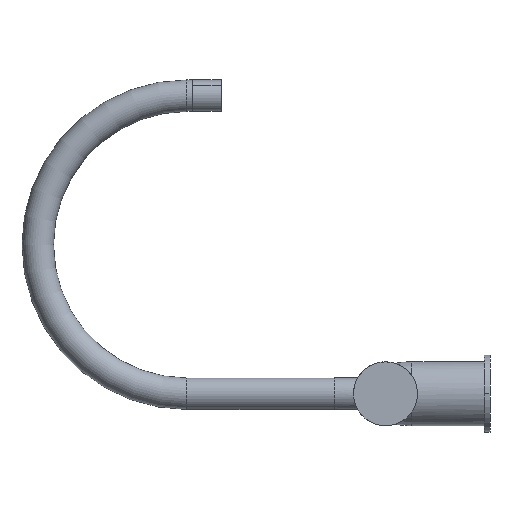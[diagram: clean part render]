
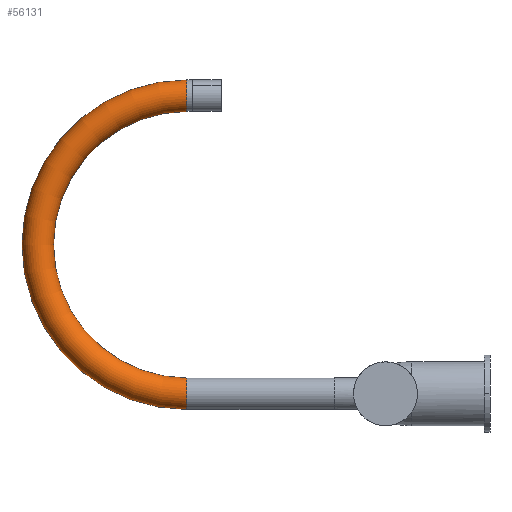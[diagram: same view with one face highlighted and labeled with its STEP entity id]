
A CAD part, left-side view. The second image highlights one B-rep face of the part: STEP entity #56131.
In plain terms, the highlighted toroidal (fillet/blend) face has major radius 105 mm and minor radius 11.1 mm.
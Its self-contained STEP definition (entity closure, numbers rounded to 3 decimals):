
#3797 = CIRCLE ( 'NONE', #33636, 93.9 ) ;
#3915 = VERTEX_POINT ( 'NONE', #6957 ) ;
#4039 = CIRCLE ( 'NONE', #46602, 11.1 ) ;
#5526 = CARTESIAN_POINT ( 'NONE',  ( 0.002, 209.633, 105. ) ) ;
#5845 = CIRCLE ( 'NONE', #35744, 11.1 ) ;
#6619 = CARTESIAN_POINT ( 'NONE',  ( 0.002, 209.633, 105. ) ) ;
#6957 = CARTESIAN_POINT ( 'NONE',  ( 0., 209.633, 11.1 ) ) ;
#9785 = EDGE_LOOP ( 'NONE', ( #11934, #23117, #46441, #54059 ) ) ;
#10062 = DIRECTION ( 'NONE',  ( 0., 0., -1. ) ) ;
#11017 = VERTEX_POINT ( 'NONE', #32574 ) ;
#11934 = ORIENTED_EDGE ( 'NONE', *, *, #33991, .F. ) ;
#13467 = DIRECTION ( 'NONE',  ( 0., 1., 0. ) ) ;
#13592 = DIRECTION ( 'NONE',  ( 0., 0., -1. ) ) ;
#14363 = EDGE_CURVE ( 'NONE', #3915, #29410, #3797, .T. ) ;
#18414 = CARTESIAN_POINT ( 'NONE',  ( 0.005, 209.633, 210. ) ) ;
#19380 = DIRECTION ( 'NONE',  ( 0., 0., -1. ) ) ;
#20851 = CARTESIAN_POINT ( 'NONE',  ( 0.005, 209.633, 221.1 ) ) ;
#23117 = ORIENTED_EDGE ( 'NONE', *, *, #45284, .T. ) ;
#23899 = TOROIDAL_SURFACE ( 'NONE', #34759, 105., 11.1 ) ;
#24535 = DIRECTION ( 'NONE',  ( 1., 0., 0. ) ) ;
#27321 = DIRECTION ( 'NONE',  ( 1., 0., 0. ) ) ;
#29410 = VERTEX_POINT ( 'NONE', #43493 ) ;
#30374 = AXIS2_PLACEMENT_3D ( 'NONE', #5526, #27321, #10062 ) ;
#32574 = CARTESIAN_POINT ( 'NONE',  ( 0., 209.633, -11.1 ) ) ;
#32609 = EDGE_CURVE ( 'NONE', #48053, #29410, #5845, .T. ) ;
#33090 = CIRCLE ( 'NONE', #30374, 116.1 ) ;
#33636 = AXIS2_PLACEMENT_3D ( 'NONE', #46368, #24535, #37612 ) ;
#33991 = EDGE_CURVE ( 'NONE', #11017, #48053, #33090, .T. ) ;
#34759 = AXIS2_PLACEMENT_3D ( 'NONE', #6619, #37226, #19380 ) ;
#35744 = AXIS2_PLACEMENT_3D ( 'NONE', #18414, #53022, #13592 ) ;
#37226 = DIRECTION ( 'NONE',  ( 1., 0., 0. ) ) ;
#37612 = DIRECTION ( 'NONE',  ( 0., 0., -1. ) ) ;
#43493 = CARTESIAN_POINT ( 'NONE',  ( 0.004, 209.633, 198.9 ) ) ;
#45284 = EDGE_CURVE ( 'NONE', #11017, #3915, #4039, .T. ) ;
#46368 = CARTESIAN_POINT ( 'NONE',  ( 0.002, 209.633, 105. ) ) ;
#46441 = ORIENTED_EDGE ( 'NONE', *, *, #14363, .T. ) ;
#46602 = AXIS2_PLACEMENT_3D ( 'NONE', #52624, #13467, #48068 ) ;
#48053 = VERTEX_POINT ( 'NONE', #20851 ) ;
#48068 = DIRECTION ( 'NONE',  ( 0., 0., 1. ) ) ;
#49987 = FACE_OUTER_BOUND ( 'NONE', #9785, .T. ) ;
#52624 = CARTESIAN_POINT ( 'NONE',  ( 0., 209.633, 0. ) ) ;
#53022 = DIRECTION ( 'NONE',  ( 0., -1., 0. ) ) ;
#54059 = ORIENTED_EDGE ( 'NONE', *, *, #32609, .F. ) ;
#56131 = ADVANCED_FACE ( 'NONE', ( #49987 ), #23899, .T. ) ;
